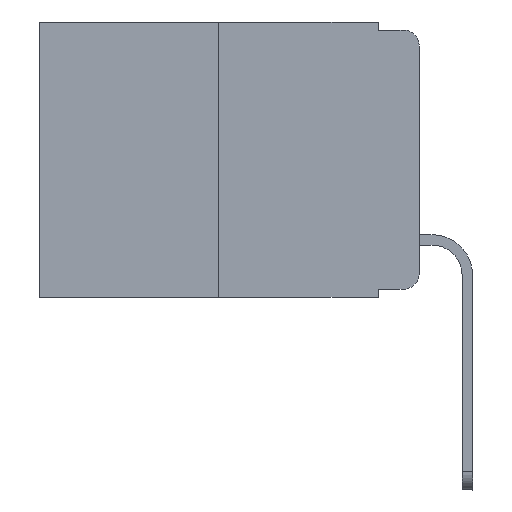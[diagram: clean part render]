
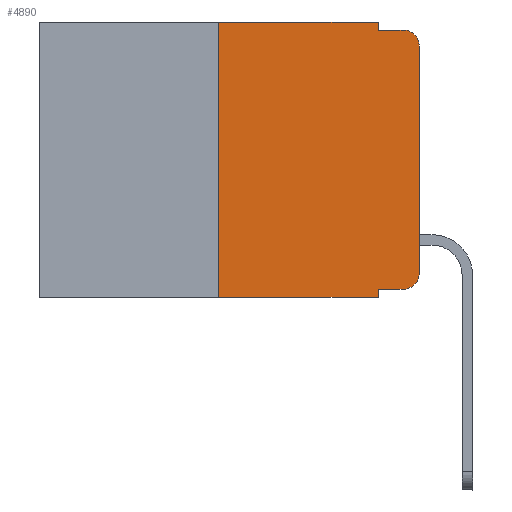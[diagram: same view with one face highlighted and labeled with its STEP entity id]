
A CAD part, left-side view. The second image highlights one B-rep face of the part: STEP entity #4890.
In plain terms, the highlighted planar face has unit normal (-1, 0, 0).
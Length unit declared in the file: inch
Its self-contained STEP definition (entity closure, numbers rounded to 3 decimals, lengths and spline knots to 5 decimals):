
#94 = VERTEX_POINT ( 'NONE', #1491 ) ;
#99 = CIRCLE ( 'NONE', #1326, 0.02 ) ;
#192 = EDGE_CURVE ( 'NONE', #4277, #94, #813, .T. ) ;
#442 = CARTESIAN_POINT ( 'NONE',  ( 0., 0.02, -0.313 ) ) ;
#522 = EDGE_CURVE ( 'NONE', #1209, #5180, #2105, .T. ) ;
#552 = DIRECTION ( 'NONE',  ( -1., 0., 0. ) ) ;
#813 = LINE ( 'NONE', #3139, #4917 ) ;
#817 = DIRECTION ( 'NONE',  ( 0., 0., -1. ) ) ;
#880 = LINE ( 'NONE', #1651, #3013 ) ;
#994 = EDGE_CURVE ( 'NONE', #10759, #7908, #8761, .T. ) ;
#1044 = CARTESIAN_POINT ( 'NONE',  ( 0., 0.051, -0.01 ) ) ;
#1144 = CARTESIAN_POINT ( 'NONE',  ( 0., 0.25, -0.343 ) ) ;
#1160 = CARTESIAN_POINT ( 'NONE',  ( 0., 0.051, 0. ) ) ;
#1209 = VERTEX_POINT ( 'NONE', #7054 ) ;
#1326 = AXIS2_PLACEMENT_3D ( 'NONE', #442, #552, #8182 ) ;
#1491 = CARTESIAN_POINT ( 'NONE',  ( 0., 0.25, 0. ) ) ;
#1602 = CARTESIAN_POINT ( 'NONE',  ( 0., 0.473, 0. ) ) ;
#1651 = CARTESIAN_POINT ( 'NONE',  ( 0., 0.051, -0.01 ) ) ;
#1825 = VECTOR ( 'NONE', #6268, 39.37008 ) ;
#2105 = LINE ( 'NONE', #1160, #6296 ) ;
#2168 = DIRECTION ( 'NONE',  ( 0., 0., -1. ) ) ;
#2226 = ORIENTED_EDGE ( 'NONE', *, *, #192, .F. ) ;
#2408 = LINE ( 'NONE', #7255, #6701 ) ;
#2427 = DIRECTION ( 'NONE',  ( 0., -1., 0. ) ) ;
#2483 = FACE_OUTER_BOUND ( 'NONE', #4221, .T. ) ;
#2807 = CIRCLE ( 'NONE', #3673, 0.02 ) ;
#3013 = VECTOR ( 'NONE', #9267, 39.37008 ) ;
#3139 = CARTESIAN_POINT ( 'NONE',  ( 0., 0.25, 0. ) ) ;
#3201 = CARTESIAN_POINT ( 'NONE',  ( 0., 0.02, -0.03 ) ) ;
#3409 = CARTESIAN_POINT ( 'NONE',  ( 0., 0.473, 0. ) ) ;
#3650 = EDGE_CURVE ( 'NONE', #94, #8731, #4216, .T. ) ;
#3673 = AXIS2_PLACEMENT_3D ( 'NONE', #3201, #5826, #817 ) ;
#3722 = LINE ( 'NONE', #6964, #8290 ) ;
#3772 = VERTEX_POINT ( 'NONE', #1044 ) ;
#3785 = CARTESIAN_POINT ( 'NONE',  ( 0., 0., -0.313 ) ) ;
#4216 = LINE ( 'NONE', #1602, #9608 ) ;
#4221 = EDGE_LOOP ( 'NONE', ( #10724, #7533, #4445, #6249, #9986, #2226, #5166, #8820, #7777, #6191 ) ) ;
#4277 = VERTEX_POINT ( 'NONE', #1144 ) ;
#4445 = ORIENTED_EDGE ( 'NONE', *, *, #4931, .F. ) ;
#4575 = DIRECTION ( 'NONE',  ( 0., 0., -1. ) ) ;
#4868 = DIRECTION ( 'NONE',  ( 0., 0., 1. ) ) ;
#4890 = ADVANCED_FACE ( 'NONE', ( #2483 ), #8417, .F. ) ;
#4917 = VECTOR ( 'NONE', #4868, 39.37008 ) ;
#4931 = EDGE_CURVE ( 'NONE', #3772, #5330, #880, .T. ) ;
#4938 = DIRECTION ( 'NONE',  ( 0., 0., -1. ) ) ;
#5166 = ORIENTED_EDGE ( 'NONE', *, *, #10874, .T. ) ;
#5180 = VERTEX_POINT ( 'NONE', #7152 ) ;
#5196 = CARTESIAN_POINT ( 'NONE',  ( 0., 0.02, -0.333 ) ) ;
#5330 = VERTEX_POINT ( 'NONE', #10135 ) ;
#5643 = EDGE_CURVE ( 'NONE', #8702, #10759, #99, .T. ) ;
#5803 = DIRECTION ( 'NONE',  ( 0., -1., 0. ) ) ;
#5826 = DIRECTION ( 'NONE',  ( -1., 0., 0. ) ) ;
#5888 = DIRECTION ( 'NONE',  ( 1., 0., 0. ) ) ;
#6148 = EDGE_CURVE ( 'NONE', #8731, #3772, #6889, .T. ) ;
#6191 = ORIENTED_EDGE ( 'NONE', *, *, #5643, .T. ) ;
#6237 = CARTESIAN_POINT ( 'NONE',  ( 0., 0.051, 0. ) ) ;
#6249 = ORIENTED_EDGE ( 'NONE', *, *, #6148, .F. ) ;
#6268 = DIRECTION ( 'NONE',  ( 0., 0., 1. ) ) ;
#6296 = VECTOR ( 'NONE', #2168, 39.37008 ) ;
#6678 = AXIS2_PLACEMENT_3D ( 'NONE', #3409, #5888, #4938 ) ;
#6701 = VECTOR ( 'NONE', #5803, 39.37008 ) ;
#6889 = LINE ( 'NONE', #6237, #7226 ) ;
#6964 = CARTESIAN_POINT ( 'NONE',  ( 0., 0.051, -0.333 ) ) ;
#7054 = CARTESIAN_POINT ( 'NONE',  ( 0., 0.051, -0.333 ) ) ;
#7152 = CARTESIAN_POINT ( 'NONE',  ( 0., 0.051, -0.343 ) ) ;
#7205 = CARTESIAN_POINT ( 'NONE',  ( 0., 0., 0. ) ) ;
#7226 = VECTOR ( 'NONE', #4575, 39.37008 ) ;
#7255 = CARTESIAN_POINT ( 'NONE',  ( 0., 0.473, -0.343 ) ) ;
#7533 = ORIENTED_EDGE ( 'NONE', *, *, #8057, .T. ) ;
#7777 = ORIENTED_EDGE ( 'NONE', *, *, #10731, .T. ) ;
#7790 = CARTESIAN_POINT ( 'NONE',  ( 0., 0.051, 0. ) ) ;
#7908 = VERTEX_POINT ( 'NONE', #10655 ) ;
#7962 = DIRECTION ( 'NONE',  ( 0., -1., 0. ) ) ;
#8057 = EDGE_CURVE ( 'NONE', #7908, #5330, #2807, .T. ) ;
#8182 = DIRECTION ( 'NONE',  ( 0., 0., -1. ) ) ;
#8290 = VECTOR ( 'NONE', #7962, 39.37008 ) ;
#8417 = PLANE ( 'NONE',  #6678 ) ;
#8702 = VERTEX_POINT ( 'NONE', #5196 ) ;
#8731 = VERTEX_POINT ( 'NONE', #7790 ) ;
#8761 = LINE ( 'NONE', #7205, #1825 ) ;
#8820 = ORIENTED_EDGE ( 'NONE', *, *, #522, .F. ) ;
#9267 = DIRECTION ( 'NONE',  ( 0., -1., 0. ) ) ;
#9608 = VECTOR ( 'NONE', #2427, 39.37008 ) ;
#9986 = ORIENTED_EDGE ( 'NONE', *, *, #3650, .F. ) ;
#10135 = CARTESIAN_POINT ( 'NONE',  ( 0., 0.02, -0.01 ) ) ;
#10655 = CARTESIAN_POINT ( 'NONE',  ( 0., 0., -0.03 ) ) ;
#10724 = ORIENTED_EDGE ( 'NONE', *, *, #994, .T. ) ;
#10731 = EDGE_CURVE ( 'NONE', #1209, #8702, #3722, .T. ) ;
#10759 = VERTEX_POINT ( 'NONE', #3785 ) ;
#10874 = EDGE_CURVE ( 'NONE', #4277, #5180, #2408, .T. ) ;
